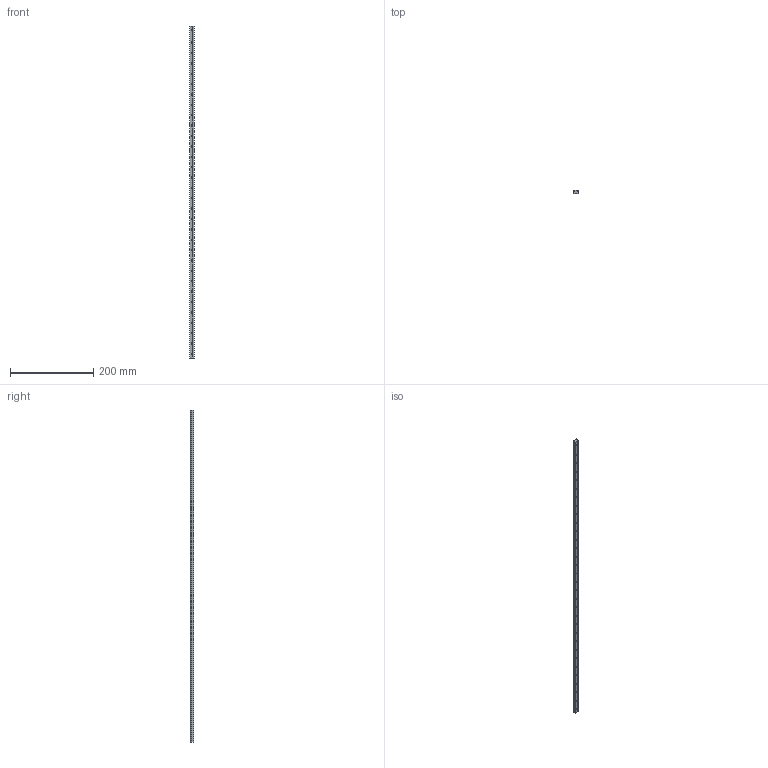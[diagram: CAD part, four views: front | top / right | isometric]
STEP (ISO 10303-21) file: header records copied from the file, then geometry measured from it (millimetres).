
FILE_DESCRIPTION (( 'STEP AP214' ), '1' );
FILE_NAME ('MGN12 LINEAR GUIDE RAIL, CONFIGURABLE, 800 mm.STEP', '2018-10-15T06:56:19', ( '' ), ( '' ), 'SwSTEP 2.0', 'SolidWorks 2018', '' );
FILE_SCHEMA (( 'AUTOMOTIVE_DESIGN' ));
Length unit declared in the file: millimetre
Products named in the file (2): MGN12 LINEAR GUIDE RAIL, CONFIGURABLE, 800 mm
Bounding box: 11.97 x 8 x 800 mm (x, y, z)
Volume: 67494.9 mm3; surface area: 37491.9 mm2
Topology: 1 solids, 1 shells, 198 faces, 588 edges, 392 vertices
Faces by surface type: cylinder 147, plane 51
Entity records: 7219 total; most frequent: CARTESIAN_POINT 1468, DIRECTION 1282, ORIENTED_EDGE 1176, EDGE_CURVE 588, AXIS2_PLACEMENT_3D 526, VERTEX_POINT 392, CIRCLE 326, EDGE_LOOP 262
